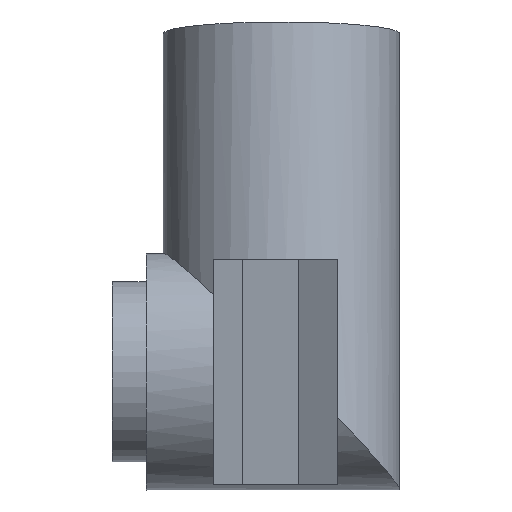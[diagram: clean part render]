
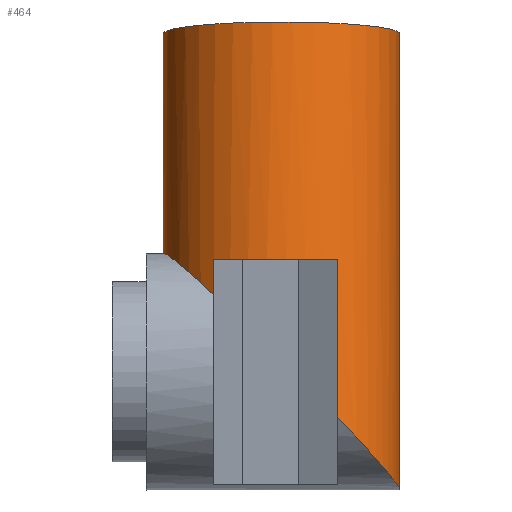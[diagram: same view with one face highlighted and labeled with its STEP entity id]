
A CAD part, left-side view. The second image highlights one B-rep face of the part: STEP entity #464.
In plain terms, the highlighted cylindrical face has radius 10.5 mm (diameter 21 mm), a full revolution.
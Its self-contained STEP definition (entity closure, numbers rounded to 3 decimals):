
#24=CIRCLE('',#517,10.5);
#32=CYLINDRICAL_SURFACE('',#516,10.5);
#43=ELLIPSE('',#495,10.552,10.5);
#52=ELLIPSE('',#518,14.849,10.5);
#53=ELLIPSE('',#519,14.849,10.5);
#54=ELLIPSE('',#520,14.849,10.5);
#74=FACE_OUTER_BOUND('',#101,.T.);
#101=EDGE_LOOP('',(#394,#395,#396,#397,#398,#399,#400,#401,#402));
#144=LINE('',#945,#182);
#145=LINE('',#950,#183);
#146=LINE('',#953,#184);
#182=VECTOR('',#628,10.);
#183=VECTOR('',#633,10.5);
#184=VECTOR('',#636,10.);
#205=VERTEX_POINT('',#720);
#206=VERTEX_POINT('',#722);
#221=VERTEX_POINT('',#943);
#222=VERTEX_POINT('',#947);
#223=VERTEX_POINT('',#949);
#224=VERTEX_POINT('',#951);
#225=VERTEX_POINT('',#954);
#258=EDGE_CURVE('',#206,#205,#43,.T.);
#282=EDGE_CURVE('',#205,#221,#144,.T.);
#283=EDGE_CURVE('',#222,#222,#24,.T.);
#284=EDGE_CURVE('',#222,#223,#145,.T.);
#285=EDGE_CURVE('',#224,#223,#52,.T.);
#286=EDGE_CURVE('',#224,#206,#146,.T.);
#287=EDGE_CURVE('',#225,#221,#53,.T.);
#288=EDGE_CURVE('',#223,#225,#54,.T.);
#394=ORIENTED_EDGE('',*,*,#283,.F.);
#395=ORIENTED_EDGE('',*,*,#284,.T.);
#396=ORIENTED_EDGE('',*,*,#285,.F.);
#397=ORIENTED_EDGE('',*,*,#286,.T.);
#398=ORIENTED_EDGE('',*,*,#258,.T.);
#399=ORIENTED_EDGE('',*,*,#282,.T.);
#400=ORIENTED_EDGE('',*,*,#287,.F.);
#401=ORIENTED_EDGE('',*,*,#288,.F.);
#402=ORIENTED_EDGE('',*,*,#284,.F.);
#464=ADVANCED_FACE('',(#74),#32,.T.);
#495=AXIS2_PLACEMENT_3D('',#723,#582,#583);
#516=AXIS2_PLACEMENT_3D('',#946,#629,#630);
#517=AXIS2_PLACEMENT_3D('',#948,#631,#632);
#518=AXIS2_PLACEMENT_3D('',#952,#634,#635);
#519=AXIS2_PLACEMENT_3D('',#955,#637,#638);
#520=AXIS2_PLACEMENT_3D('',#956,#639,#640);
#582=DIRECTION('center_axis',(0.,0.,1.));
#583=DIRECTION('ref_axis',(1.,0.,0.));
#628=DIRECTION('',(-0.1,0.,-0.995));
#629=DIRECTION('center_axis',(0.1,0.,0.995));
#630=DIRECTION('ref_axis',(0.099,-0.995,-0.01));
#631=DIRECTION('center_axis',(0.1,0.,0.995));
#632=DIRECTION('ref_axis',(0.099,-0.995,-0.01));
#633=DIRECTION('',(-0.1,0.,-0.995));
#634=DIRECTION('center_axis',(-0.07,0.707,-0.704));
#635=DIRECTION('ref_axis',(-0.07,-0.707,-0.704));
#636=DIRECTION('',(0.1,0.,0.995));
#637=DIRECTION('center_axis',(-0.07,0.707,-0.704));
#638=DIRECTION('ref_axis',(-0.07,-0.707,-0.704));
#639=DIRECTION('center_axis',(-0.07,0.707,-0.704));
#640=DIRECTION('ref_axis',(-0.07,-0.707,-0.704));
#720=CARTESIAN_POINT('',(0.676,-15.,18.955));
#722=CARTESIAN_POINT('',(1.295,-4.,18.955));
#723=CARTESIAN_POINT('Origin',(9.955,-10.,18.955));
#943=CARTESIAN_POINT('',(-0.73,-15.,4.899));
#945=CARTESIAN_POINT('',(-0.232,-15.,9.874));
#946=CARTESIAN_POINT('Origin',(8.955,-10.,8.955));
#947=CARTESIAN_POINT('',(10.916,0.448,39.059));
#948=CARTESIAN_POINT('Origin',(11.955,-10.,38.955));
#949=CARTESIAN_POINT('',(8.955,0.448,19.455));
#950=CARTESIAN_POINT('',(7.916,0.448,9.059));
#951=CARTESIAN_POINT('',(0.978,-4.,15.783));
#952=CARTESIAN_POINT('Origin',(8.955,-10.,8.955));
#953=CARTESIAN_POINT('',(0.381,-4.,9.813));
#954=CARTESIAN_POINT('',(19.403,-10.,7.91));
#955=CARTESIAN_POINT('Origin',(8.955,-10.,8.955));
#956=CARTESIAN_POINT('Origin',(8.955,-10.,8.955));
